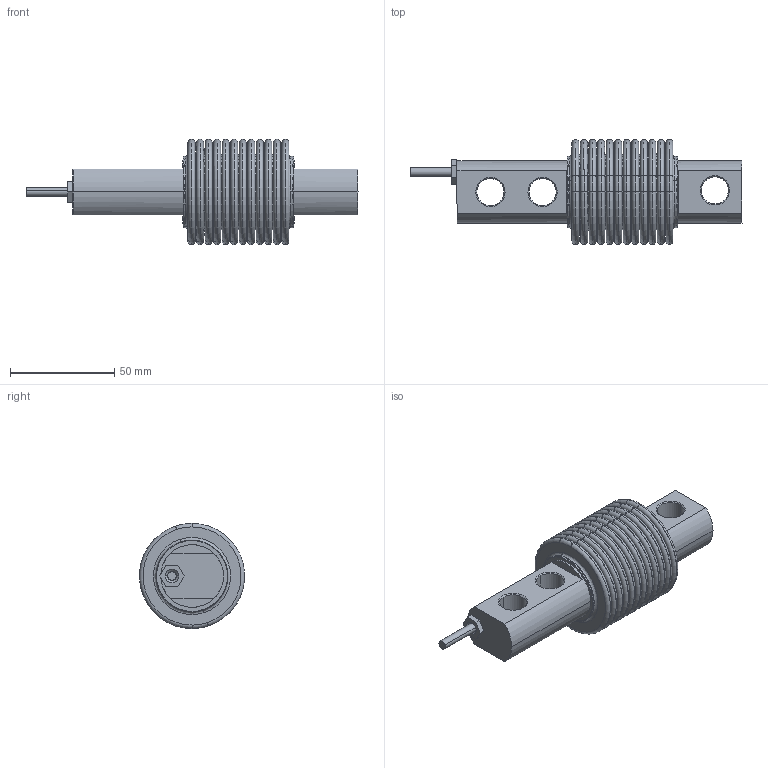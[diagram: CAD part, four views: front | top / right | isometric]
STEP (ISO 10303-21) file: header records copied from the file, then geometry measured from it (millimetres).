
FILE_DESCRIPTION(('STEP AP214'),'1');
FILE_NAME('BBF.stp','2020-02-05T10:19:20',('Alessio Stucchi'),('Pavone Sistemi srl'),'Spatial InterOp 3D',' ',' ');
FILE_SCHEMA(('AUTOMOTIVE_DESIGN { 1 0 10303 214 1 1 1 1 }'));
Length unit declared in the file: inch
Products named in the file (1): Corpo cella
Bounding box: 159.02 x 50.28 x 50.4 mm (x, y, z)
Volume: 85946.2 mm3; surface area: 76510.2 mm2
Topology: 4 solids, 4 shells, 460 faces, 982 edges, 542 vertices
Faces by surface type: torus 192, cone 102, bspline 96, cylinder 36, plane 34
Entity records: 28563 total; most frequent: CARTESIAN_POINT 14584, DIRECTION 2528, ORIENTED_EDGE 1964, AXIS2_PLACEMENT_3D 1178, EDGE_CURVE 982, CIRCLE 810, VERTEX_POINT 542, EDGE_LOOP 482
